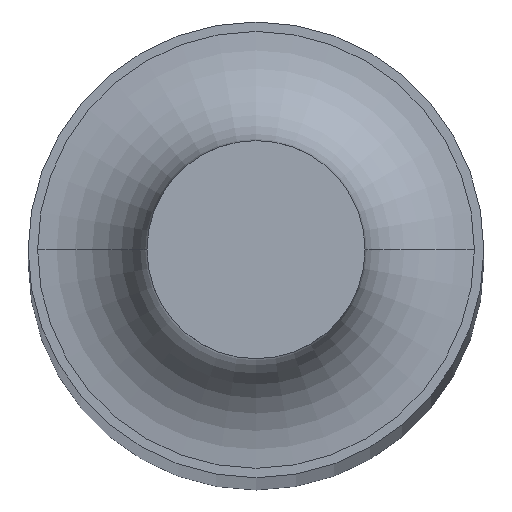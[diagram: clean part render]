
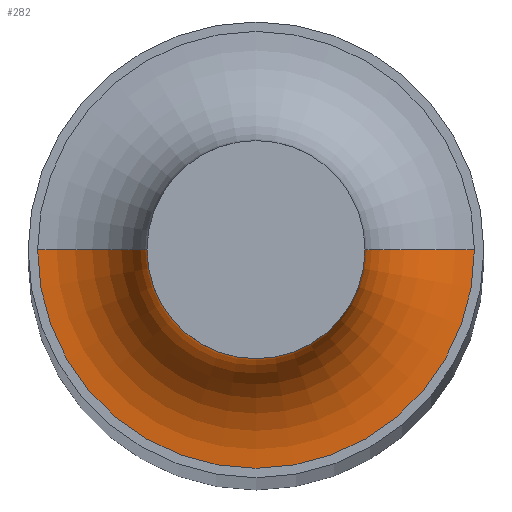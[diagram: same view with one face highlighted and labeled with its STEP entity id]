
A CAD part, top view. The second image highlights one B-rep face of the part: STEP entity #282.
In plain terms, the highlighted toroidal (fillet/blend) face has major radius 1.522 mm and minor radius 0.762 mm.
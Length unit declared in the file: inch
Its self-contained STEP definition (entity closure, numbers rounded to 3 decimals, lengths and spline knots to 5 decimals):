
#3 = DIRECTION ( 'NONE',  ( 0., 0., -1. ) ) ;
#15 = DIRECTION ( 'NONE',  ( -1., 0., 0. ) ) ;
#34 = CARTESIAN_POINT ( 'NONE',  ( -0.05991, 0., 1.965 ) ) ;
#46 = CARTESIAN_POINT ( 'NONE',  ( 0., 0., 1.995 ) ) ;
#50 = CARTESIAN_POINT ( 'NONE',  ( 0.05991, 0., 1.965 ) ) ;
#77 = AXIS2_PLACEMENT_3D ( 'NONE', #391, #198, #112 ) ;
#89 = VERTEX_POINT ( 'NONE', #34 ) ;
#102 = CARTESIAN_POINT ( 'NONE',  ( -0.02991, 0., 1.995 ) ) ;
#107 = CARTESIAN_POINT ( 'NONE',  ( 0.02991, 0., 1.995 ) ) ;
#112 = DIRECTION ( 'NONE',  ( -1., 0., 0. ) ) ;
#120 = ORIENTED_EDGE ( 'NONE', *, *, #292, .T. ) ;
#125 = ORIENTED_EDGE ( 'NONE', *, *, #360, .F. ) ;
#130 = CIRCLE ( 'NONE', #283, 0.05991 ) ;
#131 = VERTEX_POINT ( 'NONE', #50 ) ;
#145 = CARTESIAN_POINT ( 'NONE',  ( 0., 0., 1.965 ) ) ;
#162 = CIRCLE ( 'NONE', #304, 0.03 ) ;
#167 = TOROIDAL_SURFACE ( 'NONE', #380, 0.05991, 0.03 ) ;
#171 = DIRECTION ( 'NONE',  ( 0., -1., 0. ) ) ;
#173 = DIRECTION ( 'NONE',  ( 0., 0., 1. ) ) ;
#198 = DIRECTION ( 'NONE',  ( 0., 0., -1. ) ) ;
#201 = DIRECTION ( 'NONE',  ( 0., 0., 1. ) ) ;
#203 = CARTESIAN_POINT ( 'NONE',  ( 0.05991, 0., 1.995 ) ) ;
#220 = CIRCLE ( 'NONE', #247, 0.03 ) ;
#230 = DIRECTION ( 'NONE',  ( 0., 1., 0. ) ) ;
#236 = EDGE_CURVE ( 'NONE', #281, #89, #162, .T. ) ;
#244 = EDGE_CURVE ( 'NONE', #131, #89, #130, .T. ) ;
#247 = AXIS2_PLACEMENT_3D ( 'NONE', #203, #171, #358 ) ;
#248 = VERTEX_POINT ( 'NONE', #107 ) ;
#253 = CIRCLE ( 'NONE', #77, 0.02991 ) ;
#281 = VERTEX_POINT ( 'NONE', #102 ) ;
#282 = ADVANCED_FACE ( 'NONE', ( #333 ), #167, .F. ) ;
#283 = AXIS2_PLACEMENT_3D ( 'NONE', #145, #3, #323 ) ;
#292 = EDGE_CURVE ( 'NONE', #248, #281, #253, .T. ) ;
#304 = AXIS2_PLACEMENT_3D ( 'NONE', #353, #230, #201 ) ;
#323 = DIRECTION ( 'NONE',  ( -1., 0., 0. ) ) ;
#333 = FACE_OUTER_BOUND ( 'NONE', #366, .T. ) ;
#353 = CARTESIAN_POINT ( 'NONE',  ( -0.05991, 0., 1.995 ) ) ;
#358 = DIRECTION ( 'NONE',  ( 1., 0., 0. ) ) ;
#360 = EDGE_CURVE ( 'NONE', #248, #131, #220, .T. ) ;
#366 = EDGE_LOOP ( 'NONE', ( #125, #120, #402, #398 ) ) ;
#380 = AXIS2_PLACEMENT_3D ( 'NONE', #46, #173, #15 ) ;
#391 = CARTESIAN_POINT ( 'NONE',  ( 0., 0., 1.995 ) ) ;
#398 = ORIENTED_EDGE ( 'NONE', *, *, #244, .F. ) ;
#402 = ORIENTED_EDGE ( 'NONE', *, *, #236, .T. ) ;
